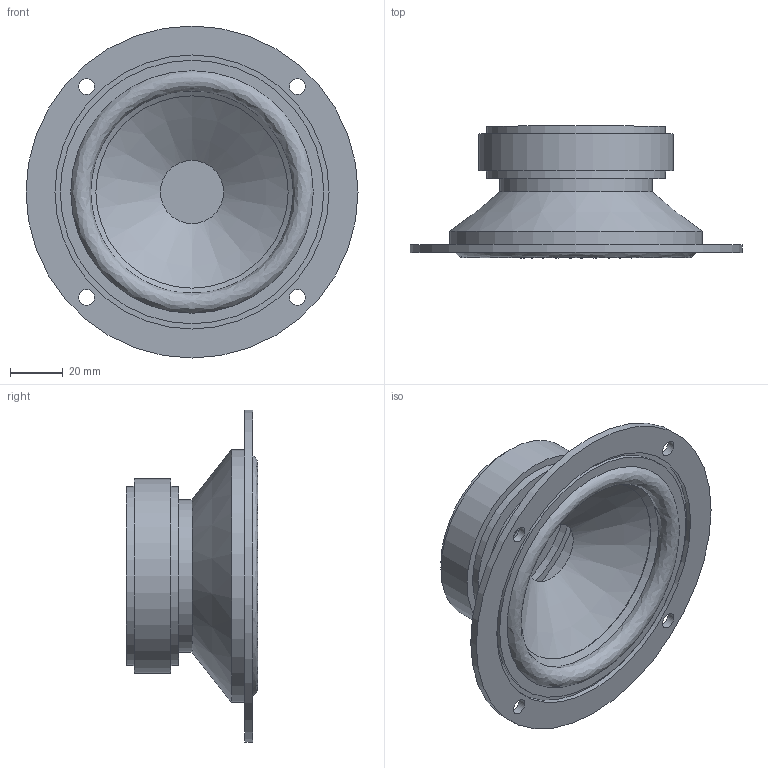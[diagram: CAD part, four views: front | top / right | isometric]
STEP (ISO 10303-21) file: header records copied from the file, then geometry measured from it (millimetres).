
FILE_DESCRIPTION(('FreeCAD Model'),'2;1');
FILE_NAME( 'TB_W4-655.step', '2020-04-03T18:49:14',('Author'),(''), 'Open CASCADE STEP processor 6.8','FreeCAD','Unknown');
FILE_SCHEMA(('AUTOMOTIVE_DESIGN_CC2 { 1 2 10303 214 -1 1 5 4 }'));
Length unit declared in the file: millimetre
Products named in the file (1): TB_W4-655
Bounding box: 126 x 50 x 126 mm (x, y, z)
Volume: 179347.4 mm3; surface area: 41002.1 mm2
Topology: 1 solids, 1 shells, 26 faces, 46 edges, 29 vertices
Faces by surface type: cylinder 12, plane 8, cone 4, revolution 2
Full cylindrical faces by diameter (mm): 6 x4, 58 x1, 68 x2, 74 x1, 96 x1, 100 x1, 104 x1, 126 x1
Entity records: 1342 total; most frequent: CARTESIAN_POINT 272, DIRECTION 216, ORIENTED_EDGE 94, PCURVE 94, DEFINITIONAL_REPRESENTATION 94, LINE 87, VECTOR 87, AXIS2_PLACEMENT_3D 58
